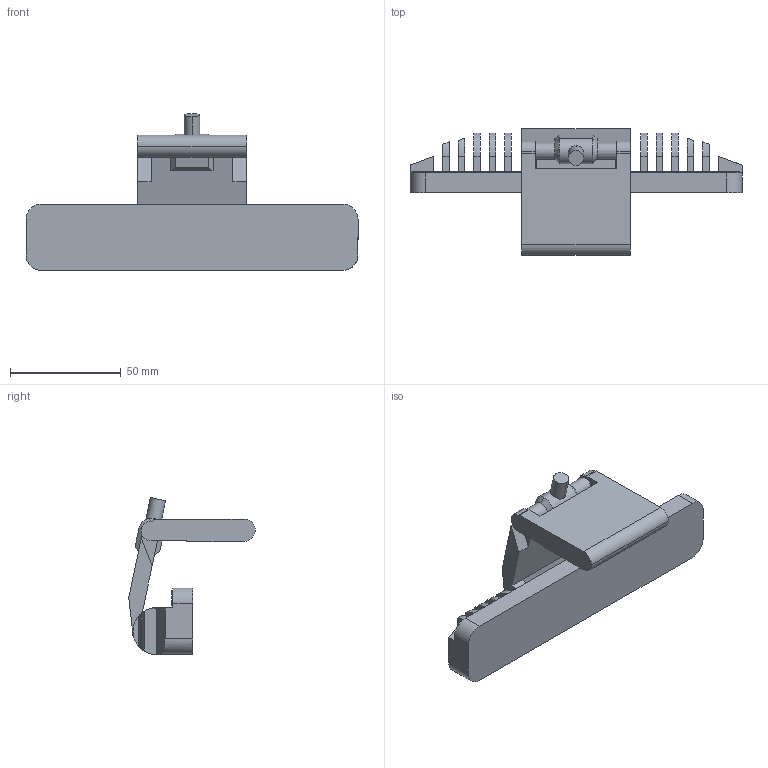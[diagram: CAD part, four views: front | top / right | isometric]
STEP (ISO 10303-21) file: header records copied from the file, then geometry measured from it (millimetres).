
FILE_DESCRIPTION (( 'STEP AP214' ), '1' );
FILE_NAME ('Assembly_CreativeCamera.STEP', '2016-05-20T13:46:02', ( '' ), ( '' ), 'SwSTEP 2.0', 'SolidWorks 2015', '' );
FILE_SCHEMA (( 'AUTOMOTIVE_DESIGN' ));
Length unit declared in the file: millimetre
Products named in the file (4): Camera_Creative; Creative_Extension1; Creative_Extension2; Assembly_CreativeCamera
Assembly tree (3 placements, depth 2):
  Assembly_CreativeCamera
    Camera_Creative
    Creative_Extension1
    Creative_Extension2
Bounding box: 150 x 57.17 x 70.88 mm (x, y, z)
Volume: 93124.8 mm3; surface area: 35125.8 mm2
Topology: 3 solids, 3 shells, 159 faces, 434 edges, 286 vertices
Faces by surface type: plane 107, cylinder 49, cone 3
Entity records: 5216 total; most frequent: CARTESIAN_POINT 965, ORIENTED_EDGE 868, DIRECTION 852, EDGE_CURVE 434, LINE 322, VECTOR 322, VERTEX_POINT 286, AXIS2_PLACEMENT_3D 265
